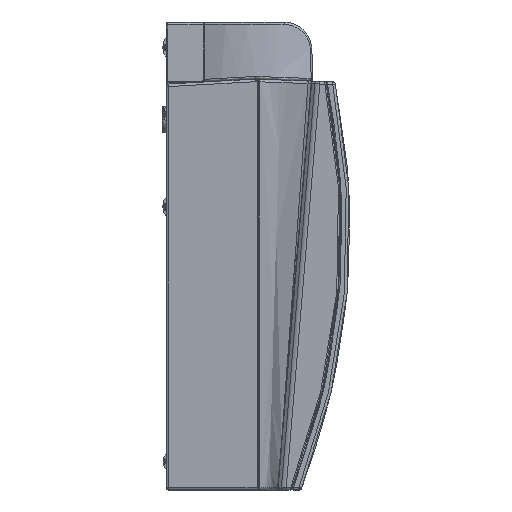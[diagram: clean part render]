
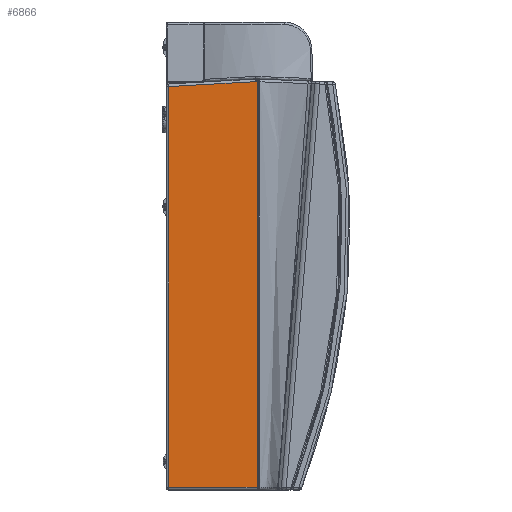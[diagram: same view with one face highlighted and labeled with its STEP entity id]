
A CAD part, front view. The second image highlights one B-rep face of the part: STEP entity #6866.
In plain terms, the highlighted planar face has unit normal (-0.044, -0.999, 0).
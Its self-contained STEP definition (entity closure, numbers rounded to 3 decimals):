
#970=CARTESIAN_POINT('Vertex',(0.956,-145.849,-180.655)) ;
#2381=CARTESIAN_POINT('Line Origine',(0.956,-145.849,-102.254)) ;
#2385=CARTESIAN_POINT('Vertex',(0.956,-145.849,-24.756)) ;
#2405=CARTESIAN_POINT('Line Origine',(17.675,-146.58,-23.806)) ;
#2409=CARTESIAN_POINT('Vertex',(34.562,-147.319,-22.846)) ;
#2481=CARTESIAN_POINT('Vertex',(34.937,-147.336,-22.842)) ;
#2495=CARTESIAN_POINT('Control Point',(34.562,-147.319,-22.846)) ;
#2496=CARTESIAN_POINT('Control Point',(34.637,-147.323,-22.842)) ;
#2497=CARTESIAN_POINT('Control Point',(34.712,-147.326,-22.839)) ;
#2498=CARTESIAN_POINT('Control Point',(34.787,-147.329,-22.839)) ;
#2499=CARTESIAN_POINT('Control Point',(34.862,-147.332,-22.84)) ;
#2500=CARTESIAN_POINT('Control Point',(34.937,-147.336,-22.842)) ;
#6633=CARTESIAN_POINT('Line Origine',(32.294,-147.22,-22.744)) ;
#6637=CARTESIAN_POINT('Vertex',(35.3,-147.352,-22.856)) ;
#6841=CARTESIAN_POINT('Axis2P3D Location',(-1.924,-145.723,0.)) ;
#6846=CARTESIAN_POINT('Line Origine',(18.128,-146.6,-180.655)) ;
#6850=CARTESIAN_POINT('Vertex',(35.3,-147.352,-180.655)) ;
#6853=CARTESIAN_POINT('Line Origine',(35.3,-147.352,-101.756)) ;
#2382=DIRECTION('Vector Direction',(0.,0.,1.)) ;
#2406=DIRECTION('Vector Direction',(0.997,-0.044,0.057)) ;
#6634=DIRECTION('Vector Direction',(0.998,-0.044,-0.037)) ;
#6842=DIRECTION('Axis2P3D Direction',(-0.044,-0.999,0.)) ;
#6843=DIRECTION('Axis2P3D XDirection',(0.999,-0.044,0.)) ;
#6847=DIRECTION('Vector Direction',(0.999,-0.044,0.)) ;
#6854=DIRECTION('Vector Direction',(0.,0.,-1.)) ;
#6844=AXIS2_PLACEMENT_3D('Plane Axis2P3D',#6841,#6842,#6843) ;
#6859=ORIENTED_EDGE('',*,*,#6639,.T.) ;
#6860=ORIENTED_EDGE('',*,*,#2501,.T.) ;
#6861=ORIENTED_EDGE('',*,*,#2411,.T.) ;
#6862=ORIENTED_EDGE('',*,*,#2387,.F.) ;
#6863=ORIENTED_EDGE('',*,*,#6852,.F.) ;
#6864=ORIENTED_EDGE('',*,*,#6857,.F.) ;
#2383=VECTOR('Line Direction',#2382,1.) ;
#2407=VECTOR('Line Direction',#2406,1.) ;
#6635=VECTOR('Line Direction',#6634,1.) ;
#6848=VECTOR('Line Direction',#6847,1.) ;
#6855=VECTOR('Line Direction',#6854,1.) ;
#6866=ADVANCED_FACE('Body.3',(#6865),#6845,.T.) ;
#2494=B_SPLINE_CURVE_WITH_KNOTS('',5,(#2495,#2496,#2497,#2498,#2499,#2500),.UNSPECIFIED.,.F.,.U.,(6,6),(19.824,20.425),.UNSPECIFIED.) ;
#2387=EDGE_CURVE('',#971,#2386,#2384,.T.) ;
#2411=EDGE_CURVE('',#2410,#2386,#2408,.F.) ;
#2501=EDGE_CURVE('',#2482,#2410,#2494,.F.) ;
#6639=EDGE_CURVE('',#6638,#2482,#6636,.F.) ;
#6852=EDGE_CURVE('',#6851,#971,#6849,.F.) ;
#6857=EDGE_CURVE('',#6638,#6851,#6856,.T.) ;
#6858=EDGE_LOOP('',(#6859,#6860,#6861,#6862,#6863,#6864)) ;
#6865=FACE_OUTER_BOUND('',#6858,.T.) ;
#2384=LINE('Line',#2381,#2383) ;
#2408=LINE('Line',#2405,#2407) ;
#6636=LINE('Line',#6633,#6635) ;
#6849=LINE('Line',#6846,#6848) ;
#6856=LINE('Line',#6853,#6855) ;
#6845=PLANE('',#6844) ;
#971=VERTEX_POINT('',#970) ;
#2386=VERTEX_POINT('',#2385) ;
#2410=VERTEX_POINT('',#2409) ;
#2482=VERTEX_POINT('',#2481) ;
#6638=VERTEX_POINT('',#6637) ;
#6851=VERTEX_POINT('',#6850) ;
